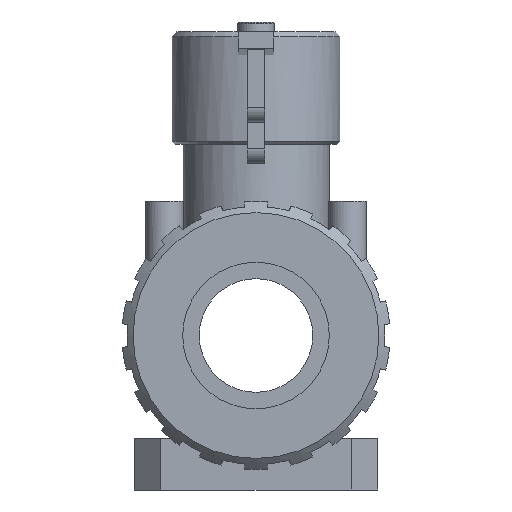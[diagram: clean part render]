
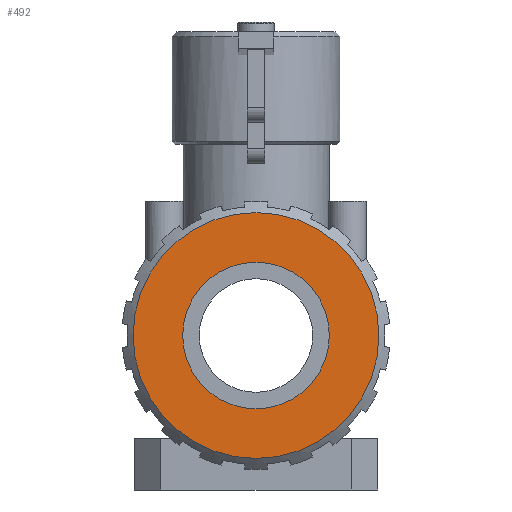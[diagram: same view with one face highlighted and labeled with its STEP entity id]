
A CAD part, left-side view. The second image highlights one B-rep face of the part: STEP entity #492.
In plain terms, the highlighted planar face has unit normal (-1, 0, 0).
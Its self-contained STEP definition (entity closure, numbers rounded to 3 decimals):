
#492 = ADVANCED_FACE( '', ( #1137, #1138 ), #1139, .F. );
#1137 = FACE_OUTER_BOUND( '', #1946, .T. );
#1138 = FACE_BOUND( '', #1947, .T. );
#1139 = PLANE( '', #1948 );
#1946 = EDGE_LOOP( '', ( #3522 ) );
#1947 = EDGE_LOOP( '', ( #3523 ) );
#1948 = AXIS2_PLACEMENT_3D( '', #3524, #3525, #3526 );
#3522 = ORIENTED_EDGE( '', *, *, #5536, .F. );
#3523 = ORIENTED_EDGE( '', *, *, #5537, .T. );
#3524 = CARTESIAN_POINT( '', ( -82., 0., 20.65 ) );
#3525 = DIRECTION( '', ( 1., 0., 0. ) );
#3526 = DIRECTION( '', ( 0., 0., -1. ) );
#5536 = EDGE_CURVE( '', #6935, #6935, #6936, .T. );
#5537 = EDGE_CURVE( '', #6937, #6937, #6938, .T. );
#6935 = VERTEX_POINT( '', #8840 );
#6936 = CIRCLE( '', #8841, 34.612 );
#6937 = VERTEX_POINT( '', #8842 );
#6938 = CIRCLE( '', #8843, 20.65 );
#8840 = CARTESIAN_POINT( '', ( -82., 0., -34.612 ) );
#8841 = AXIS2_PLACEMENT_3D( '', #10665, #10666, #10667 );
#8842 = CARTESIAN_POINT( '', ( -82., 0., -20.65 ) );
#8843 = AXIS2_PLACEMENT_3D( '', #10668, #10669, #10670 );
#10665 = CARTESIAN_POINT( '', ( -82., 0., 0. ) );
#10666 = DIRECTION( '', ( 1., 0., 0. ) );
#10667 = DIRECTION( '', ( 0., 0., -1. ) );
#10668 = CARTESIAN_POINT( '', ( -82., 0., 0. ) );
#10669 = DIRECTION( '', ( 1., 0., 0. ) );
#10670 = DIRECTION( '', ( 0., 0., -1. ) );
